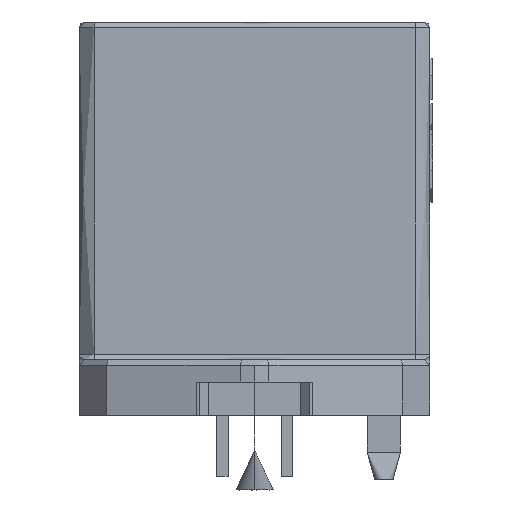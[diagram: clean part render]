
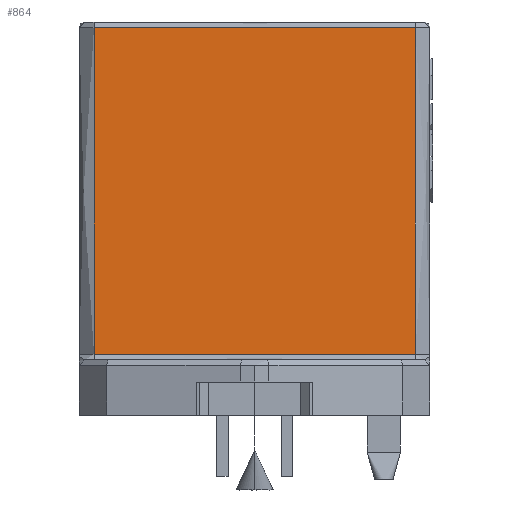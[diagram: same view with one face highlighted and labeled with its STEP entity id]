
A CAD part, left-side view. The second image highlights one B-rep face of the part: STEP entity #864.
In plain terms, the highlighted planar face has unit normal (-1, 0, 0).
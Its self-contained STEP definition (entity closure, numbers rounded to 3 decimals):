
#864=ADVANCED_FACE('',(#1574),#12089,.T.);
#1574=FACE_OUTER_BOUND('',#2316,.T.);
#2316=EDGE_LOOP('',(#4659,#4660,#4661,#4662));
#4659=ORIENTED_EDGE('',*,*,#7449,.T.);
#4660=ORIENTED_EDGE('',*,*,#7485,.T.);
#4661=ORIENTED_EDGE('',*,*,#7455,.T.);
#4662=ORIENTED_EDGE('',*,*,#7484,.T.);
#7449=EDGE_CURVE('',#11083,#11082,#9563,.T.);
#7455=EDGE_CURVE('',#11086,#11087,#9565,.T.);
#7484=EDGE_CURVE('',#11087,#11083,#9580,.T.);
#7485=EDGE_CURVE('',#11082,#11086,#9581,.T.);
#9563=B_SPLINE_CURVE_WITH_KNOTS('',1,(#22043,#22044),.UNSPECIFIED.,.F.,
 .F.,(2,2),(0.,17.7),.UNSPECIFIED.);
#9565=B_SPLINE_CURVE_WITH_KNOTS('',1,(#22059,#22060),.UNSPECIFIED.,.F.,
 .F.,(2,2),(-17.7,0.),.UNSPECIFIED.);
#9580=B_SPLINE_CURVE_WITH_KNOTS('',1,(#22143,#22144),.UNSPECIFIED.,.F.,
 .F.,(2,2),(-17.4,0.),.UNSPECIFIED.);
#9581=B_SPLINE_CURVE_WITH_KNOTS('',1,(#22145,#22146),.UNSPECIFIED.,.F.,
 .F.,(2,2),(-17.4,0.),.UNSPECIFIED.);
#11082=VERTEX_POINT('',#19226);
#11083=VERTEX_POINT('',#19227);
#11086=VERTEX_POINT('',#19230);
#11087=VERTEX_POINT('',#19231);
#12089=PLANE('',#12663);
#12663=AXIS2_PLACEMENT_3D('',#16178,#13220,$);
#13220=DIRECTION('',(-1.,0.,0.));
#16178=CARTESIAN_POINT('',(-15.,-10.441,-19.771));
#19226=CARTESIAN_POINT('',(-15.,8.7,-18.));
#19227=CARTESIAN_POINT('',(-15.,8.7,-0.3));
#19230=CARTESIAN_POINT('',(-15.,-8.7,-18.));
#19231=CARTESIAN_POINT('',(-15.,-8.7,-0.3));
#22043=CARTESIAN_POINT('',(-15.,8.7,-0.3));
#22044=CARTESIAN_POINT('',(-15.,8.7,-18.));
#22059=CARTESIAN_POINT('',(-15.,-8.7,-18.));
#22060=CARTESIAN_POINT('',(-15.,-8.7,-0.3));
#22143=CARTESIAN_POINT('',(-15.,-8.7,-0.3));
#22144=CARTESIAN_POINT('',(-15.,8.7,-0.3));
#22145=CARTESIAN_POINT('',(-15.,8.7,-18.));
#22146=CARTESIAN_POINT('',(-15.,-8.7,-18.));
